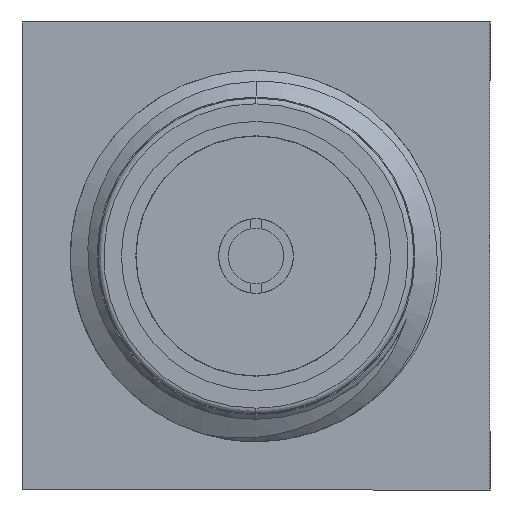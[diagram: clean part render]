
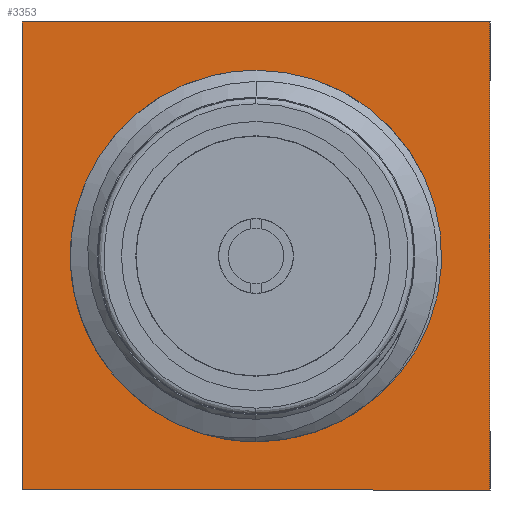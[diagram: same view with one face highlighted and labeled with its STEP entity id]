
A CAD part, left-side view. The second image highlights one B-rep face of the part: STEP entity #3353.
In plain terms, the highlighted planar face has unit normal (-1, 0, 0).
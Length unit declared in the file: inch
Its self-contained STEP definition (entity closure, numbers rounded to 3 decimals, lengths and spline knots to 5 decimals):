
#67 = AXIS2_PLACEMENT_3D ( 'NONE', #3680, #185, #1050 ) ;
#98 = DIRECTION ( 'NONE',  ( 1., 0., 0. ) ) ;
#99 = VERTEX_POINT ( 'NONE', #1482 ) ;
#183 = CARTESIAN_POINT ( 'NONE',  ( 0.31024, 0.15748, -0.15748 ) ) ;
#185 = DIRECTION ( 'NONE',  ( 1., 0., 0. ) ) ;
#196 = PLANE ( 'NONE',  #3419 ) ;
#357 = VERTEX_POINT ( 'NONE', #3105 ) ;
#576 = CARTESIAN_POINT ( 'NONE',  ( 0.31024, 0.15748, 0.15748 ) ) ;
#604 = LINE ( 'NONE', #2350, #2129 ) ;
#637 = CARTESIAN_POINT ( 'NONE',  ( 0.31024, 0., -0.1063 ) ) ;
#672 = EDGE_LOOP ( 'NONE', ( #2195, #1208, #2362, #3008 ) ) ;
#737 = ORIENTED_EDGE ( 'NONE', *, *, #2026, .T. ) ;
#821 = DIRECTION ( 'NONE',  ( 0., 1., 0. ) ) ;
#1027 = LINE ( 'NONE', #183, #2870 ) ;
#1050 = DIRECTION ( 'NONE',  ( 0., 0., -1. ) ) ;
#1131 = LINE ( 'NONE', #2285, #2825 ) ;
#1208 = ORIENTED_EDGE ( 'NONE', *, *, #1870, .T. ) ;
#1223 = VERTEX_POINT ( 'NONE', #3576 ) ;
#1335 = CARTESIAN_POINT ( 'NONE',  ( 0.31024, 0., 0. ) ) ;
#1363 = DIRECTION ( 'NONE',  ( 0., 0., 1. ) ) ;
#1459 = EDGE_CURVE ( 'NONE', #2183, #3696, #2268, .T. ) ;
#1482 = CARTESIAN_POINT ( 'NONE',  ( 0.31024, -0.15748, 0.15748 ) ) ;
#1587 = CARTESIAN_POINT ( 'NONE',  ( 0.31024, 0., 0.1063 ) ) ;
#1870 = EDGE_CURVE ( 'NONE', #357, #99, #2864, .T. ) ;
#1874 = ORIENTED_EDGE ( 'NONE', *, *, #1459, .T. ) ;
#1951 = CIRCLE ( 'NONE', #3435, 0.1063 ) ;
#1990 = FACE_BOUND ( 'NONE', #2585, .T. ) ;
#2026 = EDGE_CURVE ( 'NONE', #3696, #2183, #1951, .T. ) ;
#2080 = VECTOR ( 'NONE', #2301, 39.37008 ) ;
#2122 = DIRECTION ( 'NONE',  ( 0., 0., -1. ) ) ;
#2129 = VECTOR ( 'NONE', #2153, 39.37008 ) ;
#2153 = DIRECTION ( 'NONE',  ( 0., 0., -1. ) ) ;
#2183 = VERTEX_POINT ( 'NONE', #1587 ) ;
#2195 = ORIENTED_EDGE ( 'NONE', *, *, #2901, .T. ) ;
#2267 = CARTESIAN_POINT ( 'NONE',  ( 0.31024, 0., 0. ) ) ;
#2268 = CIRCLE ( 'NONE', #67, 0.1063 ) ;
#2285 = CARTESIAN_POINT ( 'NONE',  ( 0.31024, 0.15748, 0.15748 ) ) ;
#2301 = DIRECTION ( 'NONE',  ( 0., 0., 1. ) ) ;
#2337 = EDGE_CURVE ( 'NONE', #99, #3761, #1131, .T. ) ;
#2350 = CARTESIAN_POINT ( 'NONE',  ( 0.31024, 0.15748, 0.15748 ) ) ;
#2362 = ORIENTED_EDGE ( 'NONE', *, *, #2337, .T. ) ;
#2585 = EDGE_LOOP ( 'NONE', ( #737, #1874 ) ) ;
#2591 = CARTESIAN_POINT ( 'NONE',  ( 0.31024, -0.15748, 0.15748 ) ) ;
#2825 = VECTOR ( 'NONE', #821, 39.37008 ) ;
#2848 = DIRECTION ( 'NONE',  ( -1., 0., 0. ) ) ;
#2864 = LINE ( 'NONE', #2591, #2080 ) ;
#2870 = VECTOR ( 'NONE', #3643, 39.37008 ) ;
#2901 = EDGE_CURVE ( 'NONE', #1223, #357, #1027, .T. ) ;
#3008 = ORIENTED_EDGE ( 'NONE', *, *, #3232, .T. ) ;
#3105 = CARTESIAN_POINT ( 'NONE',  ( 0.31024, -0.15748, -0.15748 ) ) ;
#3153 = FACE_OUTER_BOUND ( 'NONE', #672, .T. ) ;
#3232 = EDGE_CURVE ( 'NONE', #3761, #1223, #604, .T. ) ;
#3353 = ADVANCED_FACE ( 'NONE', ( #1990, #3153 ), #196, .T. ) ;
#3419 = AXIS2_PLACEMENT_3D ( 'NONE', #2267, #2848, #1363 ) ;
#3435 = AXIS2_PLACEMENT_3D ( 'NONE', #1335, #98, #2122 ) ;
#3576 = CARTESIAN_POINT ( 'NONE',  ( 0.31024, 0.15748, -0.15748 ) ) ;
#3643 = DIRECTION ( 'NONE',  ( 0., -1., 0. ) ) ;
#3680 = CARTESIAN_POINT ( 'NONE',  ( 0.31024, 0., 0. ) ) ;
#3696 = VERTEX_POINT ( 'NONE', #637 ) ;
#3761 = VERTEX_POINT ( 'NONE', #576 ) ;
